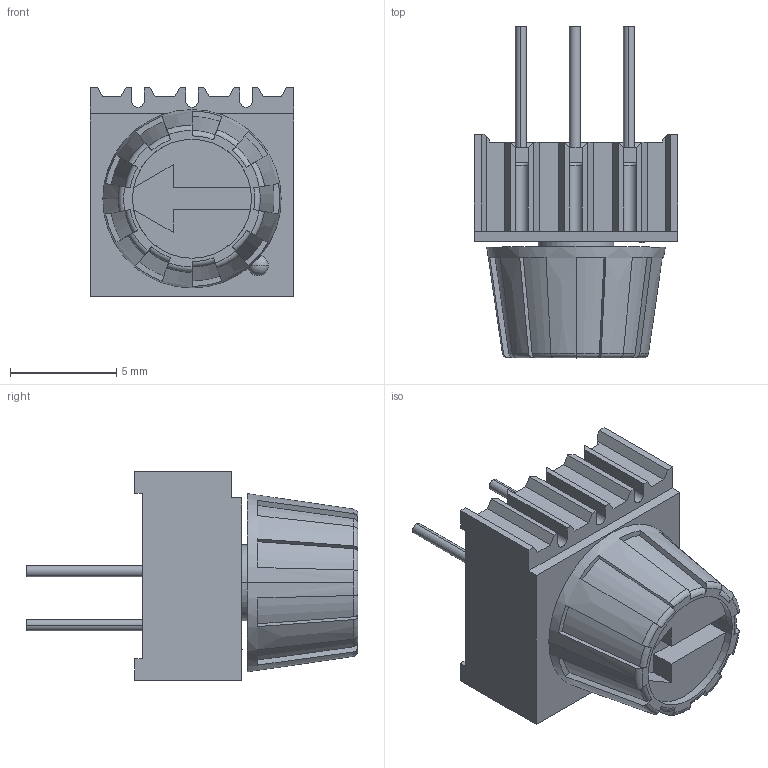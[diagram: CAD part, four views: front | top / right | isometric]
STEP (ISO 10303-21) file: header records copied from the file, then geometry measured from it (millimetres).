
FILE_DESCRIPTION((''),'2;1');
FILE_NAME('72PT_ASM','2022-06-24T09:55:33',('avery.harrell'),(''),'CREO PARAMETRIC BY PTC INC, 2018400','CREO PARAMETRIC BY PTC INC, 2018400','');
FILE_SCHEMA(('CONFIG_CONTROL_DESIGN'));
Length unit declared in the file: inch
Products named in the file (15): 72-303-1D; 72-315B; 82-204A; 72-319A_ASM; 72-155; 34-1003A; 67-121; 67_TERM; 67_CERMET; 67-122L_ASM; 72P_1AND3_PIN; 72P_2_PIN; 72-309_ASM; 72_EPOXY; 72PT_ASM
Assembly tree (15 placements, depth 4):
  72PT_ASM
    72-303-1D
    72-319A_ASM
      72-315B
      82-204A
    72-155
    34-1003A
    72-309_ASM
      67-122L_ASM
        67-121
        67_TERM
        67_CERMET
      72P_1AND3_PIN  x2
      72P_2_PIN
    72_EPOXY
Bounding box: 9.55 x 15.6 x 9.8 mm (x, y, z)
Volume: 721 mm3; surface area: 1593.8 mm2
Topology: 34 solids, 34 shells, 550 faces, 1279 edges, 809 vertices
Faces by surface type: plane 280, cylinder 178, torus 71, cone 19, sphere 2
Entity records: 15838 total; most frequent: DIRECTION 2899, CARTESIAN_POINT 2762, ORIENTED_EDGE 2506, EDGE_CURVE 1253, AXIS2_PLACEMENT_3D 1097, VERTEX_POINT 797, VECTOR 705, LINE 705
